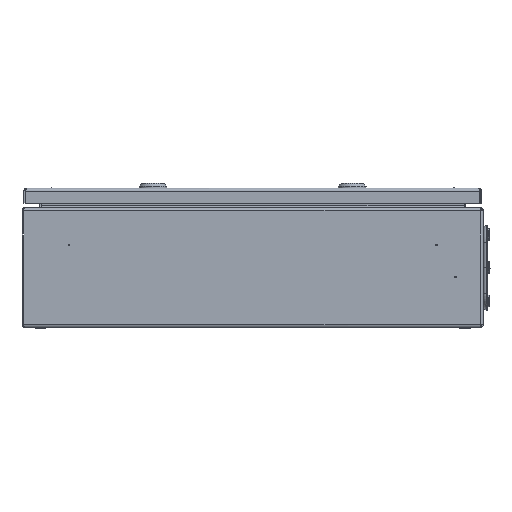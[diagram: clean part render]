
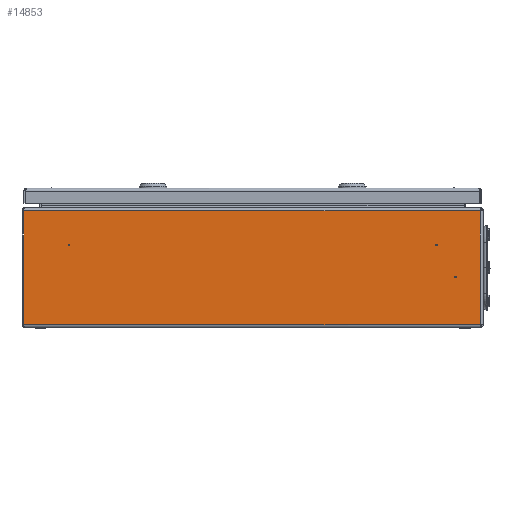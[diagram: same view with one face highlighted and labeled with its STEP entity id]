
A CAD part, left-side view. The second image highlights one B-rep face of the part: STEP entity #14853.
In plain terms, the highlighted planar face has unit normal (-1, 0, 0).
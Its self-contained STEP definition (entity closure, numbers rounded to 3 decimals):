
#7112 = CARTESIAN_POINT ( 'NONE',  ( -150., 199., 89.6 ) ) ;
#8212 = CARTESIAN_POINT ( 'NONE',  ( -150., 248.246, 3.4 ) ) ;
#10385 = EDGE_CURVE ( 'NONE', #28211, #16331, #100835, .T. ) ;
#11266 = EDGE_LOOP ( 'NONE', ( #55607, #16870 ) ) ;
#13987 = DIRECTION ( 'NONE',  ( -1., 0., 0. ) ) ;
#14677 = DIRECTION ( 'NONE',  ( -1., 0., 0. ) ) ;
#14853 = ADVANCED_FACE ( 'NONE', ( #86769, #75360, #38482, #81671 ), #26639, .F. ) ;
#16299 = DIRECTION ( 'NONE',  ( 0., 0., -1. ) ) ;
#16331 = VERTEX_POINT ( 'NONE', #79346 ) ;
#16694 = CIRCLE ( 'NONE', #80437, 0.883 ) ;
#16870 = ORIENTED_EDGE ( 'NONE', *, *, #84242, .F. ) ;
#17425 = AXIS2_PLACEMENT_3D ( 'NONE', #81190, #32923, #16299 ) ;
#18713 = VERTEX_POINT ( 'NONE', #88041 ) ;
#23302 = AXIS2_PLACEMENT_3D ( 'NONE', #62486, #13987, #29897 ) ;
#24047 = VECTOR ( 'NONE', #100600, 1000. ) ;
#24128 = CARTESIAN_POINT ( 'NONE',  ( -150., 199., 90.483 ) ) ;
#25192 = EDGE_CURVE ( 'NONE', #56931, #18713, #36326, .T. ) ;
#25652 = CIRCLE ( 'NONE', #23302, 0.883 ) ;
#25670 = ORIENTED_EDGE ( 'NONE', *, *, #102388, .F. ) ;
#25695 = EDGE_CURVE ( 'NONE', #68578, #91132, #65377, .T. ) ;
#26639 = PLANE ( 'NONE',  #57646 ) ;
#27676 = DIRECTION ( 'NONE',  ( 0., 0., -1. ) ) ;
#28211 = VERTEX_POINT ( 'NONE', #8212 ) ;
#28857 = CARTESIAN_POINT ( 'NONE',  ( -150., -199., 89.6 ) ) ;
#29897 = DIRECTION ( 'NONE',  ( 0., 0., -1. ) ) ;
#30951 = VECTOR ( 'NONE', #105168, 1000. ) ;
#31528 = DIRECTION ( 'NONE',  ( 0., 0., -1. ) ) ;
#32211 = DIRECTION ( 'NONE',  ( -1., 0., 0. ) ) ;
#32923 = DIRECTION ( 'NONE',  ( -1., 0., 0. ) ) ;
#36326 = CIRCLE ( 'NONE', #75878, 0.883 ) ;
#37497 = EDGE_LOOP ( 'NONE', ( #98170, #25670, #50143, #86493 ) ) ;
#38482 = FACE_BOUND ( 'NONE', #11266, .T. ) ;
#38856 = EDGE_CURVE ( 'NONE', #91132, #68578, #91170, .T. ) ;
#38877 = CARTESIAN_POINT ( 'NONE',  ( -150., -199., 89.6 ) ) ;
#40216 = ORIENTED_EDGE ( 'NONE', *, *, #25192, .F. ) ;
#41961 = EDGE_CURVE ( 'NONE', #56371, #16331, #81683, .T. ) ;
#43614 = CARTESIAN_POINT ( 'NONE',  ( -150., -250., 126.6 ) ) ;
#45144 = DIRECTION ( 'NONE',  ( 0., 0., -1. ) ) ;
#47600 = DIRECTION ( 'NONE',  ( 0., 0., -1. ) ) ;
#47844 = EDGE_LOOP ( 'NONE', ( #63991, #40216 ) ) ;
#49018 = CARTESIAN_POINT ( 'NONE',  ( -150., -246.6, 126.6 ) ) ;
#50048 = CIRCLE ( 'NONE', #99238, 0.883 ) ;
#50143 = ORIENTED_EDGE ( 'NONE', *, *, #41961, .T. ) ;
#51072 = VERTEX_POINT ( 'NONE', #24128 ) ;
#51914 = CARTESIAN_POINT ( 'NONE',  ( -150., -220.883, 55. ) ) ;
#55607 = ORIENTED_EDGE ( 'NONE', *, *, #67717, .F. ) ;
#56371 = VERTEX_POINT ( 'NONE', #49018 ) ;
#56931 = VERTEX_POINT ( 'NONE', #81182 ) ;
#57646 = AXIS2_PLACEMENT_3D ( 'NONE', #43614, #59905, #27676 ) ;
#59781 = CARTESIAN_POINT ( 'NONE',  ( -150., -250., 3.4 ) ) ;
#59905 = DIRECTION ( 'NONE',  ( 1., 0., 0. ) ) ;
#62292 = DIRECTION ( 'NONE',  ( 0., 0., -1. ) ) ;
#62486 = CARTESIAN_POINT ( 'NONE',  ( -150., 199., 89.6 ) ) ;
#62626 = DIRECTION ( 'NONE',  ( -1., 0., 0. ) ) ;
#63643 = DIRECTION ( 'NONE',  ( 0., 0., -1. ) ) ;
#63991 = ORIENTED_EDGE ( 'NONE', *, *, #68634, .F. ) ;
#64358 = LINE ( 'NONE', #72181, #82211 ) ;
#65252 = VERTEX_POINT ( 'NONE', #92455 ) ;
#65377 = CIRCLE ( 'NONE', #88120, 0.883 ) ;
#67717 = EDGE_CURVE ( 'NONE', #51072, #92867, #25652, .T. ) ;
#68578 = VERTEX_POINT ( 'NONE', #51914 ) ;
#68634 = EDGE_CURVE ( 'NONE', #18713, #56931, #16694, .T. ) ;
#70072 = CARTESIAN_POINT ( 'NONE',  ( -150., 199., 88.717 ) ) ;
#70496 = EDGE_CURVE ( 'NONE', #65252, #28211, #88739, .T. ) ;
#71454 = VECTOR ( 'NONE', #102195, 1000. ) ;
#72181 = CARTESIAN_POINT ( 'NONE',  ( -150., -246.6, 144.992 ) ) ;
#75360 = FACE_BOUND ( 'NONE', #47844, .T. ) ;
#75878 = AXIS2_PLACEMENT_3D ( 'NONE', #38877, #62626, #62292 ) ;
#78263 = EDGE_LOOP ( 'NONE', ( #82234, #91977 ) ) ;
#79346 = CARTESIAN_POINT ( 'NONE',  ( -150., 248.246, 126.6 ) ) ;
#80437 = AXIS2_PLACEMENT_3D ( 'NONE', #28857, #93750, #45144 ) ;
#81182 = CARTESIAN_POINT ( 'NONE',  ( -150., -199., 88.717 ) ) ;
#81190 = CARTESIAN_POINT ( 'NONE',  ( -150., -220., 55. ) ) ;
#81671 = FACE_OUTER_BOUND ( 'NONE', #37497, .T. ) ;
#81683 = LINE ( 'NONE', #94730, #71454 ) ;
#82211 = VECTOR ( 'NONE', #63643, 1000. ) ;
#82234 = ORIENTED_EDGE ( 'NONE', *, *, #38856, .F. ) ;
#84242 = EDGE_CURVE ( 'NONE', #92867, #51072, #50048, .T. ) ;
#86493 = ORIENTED_EDGE ( 'NONE', *, *, #10385, .F. ) ;
#86769 = FACE_BOUND ( 'NONE', #78263, .T. ) ;
#87452 = CARTESIAN_POINT ( 'NONE',  ( -150., 248.246, 126.6 ) ) ;
#88041 = CARTESIAN_POINT ( 'NONE',  ( -150., -199., 90.483 ) ) ;
#88120 = AXIS2_PLACEMENT_3D ( 'NONE', #102996, #14677, #47600 ) ;
#88739 = LINE ( 'NONE', #59781, #24047 ) ;
#91132 = VERTEX_POINT ( 'NONE', #99681 ) ;
#91170 = CIRCLE ( 'NONE', #17425, 0.883 ) ;
#91977 = ORIENTED_EDGE ( 'NONE', *, *, #25695, .F. ) ;
#92455 = CARTESIAN_POINT ( 'NONE',  ( -150., -246.6, 3.4 ) ) ;
#92867 = VERTEX_POINT ( 'NONE', #70072 ) ;
#93750 = DIRECTION ( 'NONE',  ( -1., 0., 0. ) ) ;
#94730 = CARTESIAN_POINT ( 'NONE',  ( -150., -250., 126.6 ) ) ;
#98170 = ORIENTED_EDGE ( 'NONE', *, *, #70496, .F. ) ;
#99238 = AXIS2_PLACEMENT_3D ( 'NONE', #7112, #32211, #31528 ) ;
#99681 = CARTESIAN_POINT ( 'NONE',  ( -150., -219.117, 55. ) ) ;
#100600 = DIRECTION ( 'NONE',  ( 0., 1., 0. ) ) ;
#100835 = LINE ( 'NONE', #87452, #30951 ) ;
#102195 = DIRECTION ( 'NONE',  ( 0., 1., 0. ) ) ;
#102388 = EDGE_CURVE ( 'NONE', #56371, #65252, #64358, .T. ) ;
#102996 = CARTESIAN_POINT ( 'NONE',  ( -150., -220., 55. ) ) ;
#105168 = DIRECTION ( 'NONE',  ( 0., 0., 1. ) ) ;
